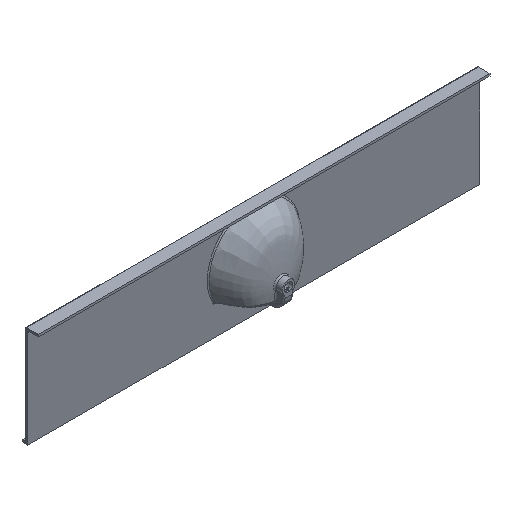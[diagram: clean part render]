
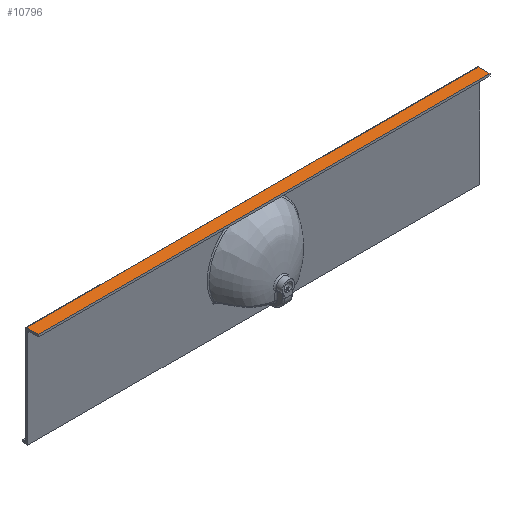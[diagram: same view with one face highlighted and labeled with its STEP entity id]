
A CAD part, isometric view. The second image highlights one B-rep face of the part: STEP entity #10796.
In plain terms, the highlighted planar face has unit normal (0, 0, 1).
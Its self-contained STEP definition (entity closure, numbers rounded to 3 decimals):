
#398 = CARTESIAN_POINT ( 'NONE',  ( -300., -5., 280. ) ) ;
#671 = CARTESIAN_POINT ( 'NONE',  ( -1250., -5., 280. ) ) ;
#1288 = VERTEX_POINT ( 'NONE', #3549 ) ;
#1357 = CARTESIAN_POINT ( 'NONE',  ( 1250., 0., 280. ) ) ;
#1459 = EDGE_CURVE ( 'NONE', #6536, #6355, #2273, .T. ) ;
#1533 = DIRECTION ( 'NONE',  ( 0., 1., 0. ) ) ;
#2273 = LINE ( 'NONE', #5273, #17094 ) ;
#2340 = EDGE_CURVE ( 'NONE', #3529, #6536, #6047, .T. ) ;
#2816 = ORIENTED_EDGE ( 'NONE', *, *, #12008, .T. ) ;
#2928 = ORIENTED_EDGE ( 'NONE', *, *, #14938, .T. ) ;
#3529 = VERTEX_POINT ( 'NONE', #17206 ) ;
#3549 = CARTESIAN_POINT ( 'NONE',  ( 1250., -5., 280. ) ) ;
#3821 = DIRECTION ( 'NONE',  ( 0., 1., 0. ) ) ;
#3976 = ORIENTED_EDGE ( 'NONE', *, *, #1459, .F. ) ;
#5273 = CARTESIAN_POINT ( 'NONE',  ( -1250., 0., 280. ) ) ;
#6047 = LINE ( 'NONE', #11596, #7539 ) ;
#6355 = VERTEX_POINT ( 'NONE', #671 ) ;
#6536 = VERTEX_POINT ( 'NONE', #10400 ) ;
#7539 = VECTOR ( 'NONE', #16975, 1000. ) ;
#9519 = EDGE_LOOP ( 'NONE', ( #2928, #2816, #3976, #13618 ) ) ;
#10029 = LINE ( 'NONE', #398, #12299 ) ;
#10400 = CARTESIAN_POINT ( 'NONE',  ( -1250., -70., 280. ) ) ;
#10796 = ADVANCED_FACE ( 'NONE', ( #13302 ), #16045, .T. ) ;
#11596 = CARTESIAN_POINT ( 'NONE',  ( -300., -70., 280. ) ) ;
#12008 = EDGE_CURVE ( 'NONE', #1288, #6355, #10029, .T. ) ;
#12299 = VECTOR ( 'NONE', #16787, 1000. ) ;
#12391 = DIRECTION ( 'NONE',  ( 1., 0., 0. ) ) ;
#13302 = FACE_OUTER_BOUND ( 'NONE', #9519, .T. ) ;
#13489 = CARTESIAN_POINT ( 'NONE',  ( -300., 0., 280. ) ) ;
#13618 = ORIENTED_EDGE ( 'NONE', *, *, #2340, .F. ) ;
#14092 = VECTOR ( 'NONE', #1533, 1000. ) ;
#14263 = AXIS2_PLACEMENT_3D ( 'NONE', #13489, #14852, #12391 ) ;
#14852 = DIRECTION ( 'NONE',  ( 0., 0., 1. ) ) ;
#14938 = EDGE_CURVE ( 'NONE', #3529, #1288, #16462, .T. ) ;
#16045 = PLANE ( 'NONE',  #14263 ) ;
#16462 = LINE ( 'NONE', #1357, #14092 ) ;
#16787 = DIRECTION ( 'NONE',  ( -1., 0., 0. ) ) ;
#16975 = DIRECTION ( 'NONE',  ( -1., 0., 0. ) ) ;
#17094 = VECTOR ( 'NONE', #3821, 1000. ) ;
#17206 = CARTESIAN_POINT ( 'NONE',  ( 1250., -70., 280. ) ) ;
